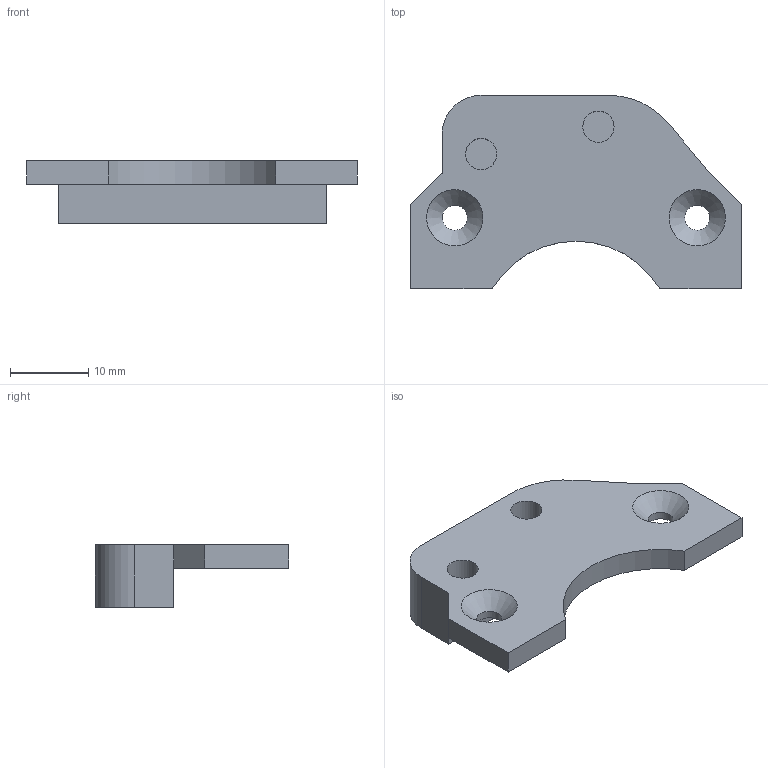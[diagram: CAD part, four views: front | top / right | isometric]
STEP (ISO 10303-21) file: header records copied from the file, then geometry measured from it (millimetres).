
FILE_DESCRIPTION(/* description */ (''),/* implementation_level */ '2;1');
FILE_NAME(/* name */ 'linear_belt_idler_pulley_mount.step',/* time_stamp */ '2021-11-13T00:41:03+01:00',/* author */ (''),/* organization */ (''),/* preprocessor_version */ 'ST-DEVELOPER v18.1',/* originating_system */ 'Autodesk Translation Framework v10.10.0.1391',/* authorisation */ '');
FILE_SCHEMA (('AUTOMOTIVE_DESIGN { 1 0 10303 214 3 1 1 }'));
Length unit declared in the file: millimetre
Products named in the file (1): Belt drive
Bounding box: 42.3 x 24.71 x 8 mm (x, y, z)
Volume: 3592.9 mm3; surface area: 2597.2 mm2
Topology: 1 solids, 1 shells, 25 faces, 59 edges, 38 vertices
Faces by surface type: plane 16, cylinder 7, cone 2
Full cylindrical faces by diameter (mm): 3.2 x2, 4 x2
Entity records: 758 total; most frequent: DIRECTION 127, CARTESIAN_POINT 123, ORIENTED_EDGE 118, EDGE_CURVE 59, LINE 43, VECTOR 43, AXIS2_PLACEMENT_3D 42, VERTEX_POINT 38
